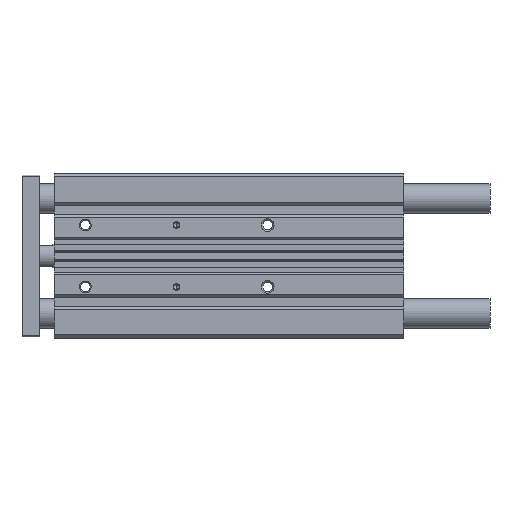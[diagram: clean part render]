
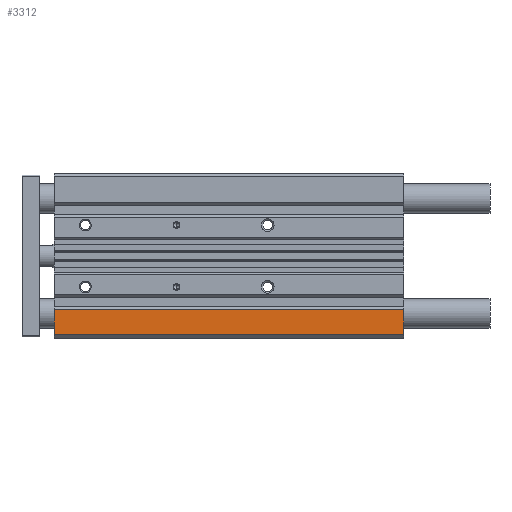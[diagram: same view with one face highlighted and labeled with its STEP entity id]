
A CAD part, front view. The second image highlights one B-rep face of the part: STEP entity #3312.
In plain terms, the highlighted planar face has unit normal (0, -1, 0).
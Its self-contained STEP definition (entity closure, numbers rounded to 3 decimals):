
#391 = VECTOR ( 'NONE', #11357, 1000. ) ;
#416 = EDGE_CURVE ( 'NONE', #2904, #2891, #5625, .T. ) ;
#691 = LINE ( 'NONE', #7886, #10921 ) ;
#736 = DIRECTION ( 'NONE',  ( -1., 0., 0. ) ) ;
#850 = DIRECTION ( 'NONE',  ( 0., 0., -1. ) ) ;
#2891 = VERTEX_POINT ( 'NONE', #11064 ) ;
#2904 = VERTEX_POINT ( 'NONE', #12179 ) ;
#3312 = ADVANCED_FACE ( 'NONE', ( #12863 ), #3820, .T. ) ;
#3711 = VECTOR ( 'NONE', #6292, 1000. ) ;
#3820 = PLANE ( 'NONE',  #12853 ) ;
#3948 = EDGE_CURVE ( 'NONE', #9667, #7923, #11384, .T. ) ;
#5031 = EDGE_LOOP ( 'NONE', ( #11293, #6255, #6882, #6043 ) ) ;
#5356 = EDGE_CURVE ( 'NONE', #9667, #2904, #691, .T. ) ;
#5625 = LINE ( 'NONE', #11968, #6985 ) ;
#6043 = ORIENTED_EDGE ( 'NONE', *, *, #416, .T. ) ;
#6074 = EDGE_CURVE ( 'NONE', #2891, #7923, #7405, .T. ) ;
#6255 = ORIENTED_EDGE ( 'NONE', *, *, #3948, .F. ) ;
#6292 = DIRECTION ( 'NONE',  ( -1., 0., 0. ) ) ;
#6720 = CARTESIAN_POINT ( 'NONE',  ( 0., -24., -53.3 ) ) ;
#6777 = DIRECTION ( 'NONE',  ( 0., 0., 1. ) ) ;
#6882 = ORIENTED_EDGE ( 'NONE', *, *, #5356, .T. ) ;
#6985 = VECTOR ( 'NONE', #736, 1000. ) ;
#7082 = CARTESIAN_POINT ( 'NONE',  ( 237.5, -24., -53.3 ) ) ;
#7405 = LINE ( 'NONE', #10376, #391 ) ;
#7886 = CARTESIAN_POINT ( 'NONE',  ( 237.5, -24., -53.3 ) ) ;
#7923 = VERTEX_POINT ( 'NONE', #12932 ) ;
#8714 = DIRECTION ( 'NONE',  ( 0., -1., 0. ) ) ;
#9667 = VERTEX_POINT ( 'NONE', #7082 ) ;
#10376 = CARTESIAN_POINT ( 'NONE',  ( 0., -24., -53.3 ) ) ;
#10921 = VECTOR ( 'NONE', #6777, 1000. ) ;
#11064 = CARTESIAN_POINT ( 'NONE',  ( 0., -24., -36.4 ) ) ;
#11293 = ORIENTED_EDGE ( 'NONE', *, *, #6074, .T. ) ;
#11357 = DIRECTION ( 'NONE',  ( 0., 0., -1. ) ) ;
#11384 = LINE ( 'NONE', #12313, #3711 ) ;
#11968 = CARTESIAN_POINT ( 'NONE',  ( 0., -24., -36.4 ) ) ;
#12179 = CARTESIAN_POINT ( 'NONE',  ( 237.5, -24., -36.4 ) ) ;
#12313 = CARTESIAN_POINT ( 'NONE',  ( 0., -24., -53.3 ) ) ;
#12853 = AXIS2_PLACEMENT_3D ( 'NONE', #6720, #8714, #850 ) ;
#12863 = FACE_OUTER_BOUND ( 'NONE', #5031, .T. ) ;
#12932 = CARTESIAN_POINT ( 'NONE',  ( 0., -24., -53.3 ) ) ;
